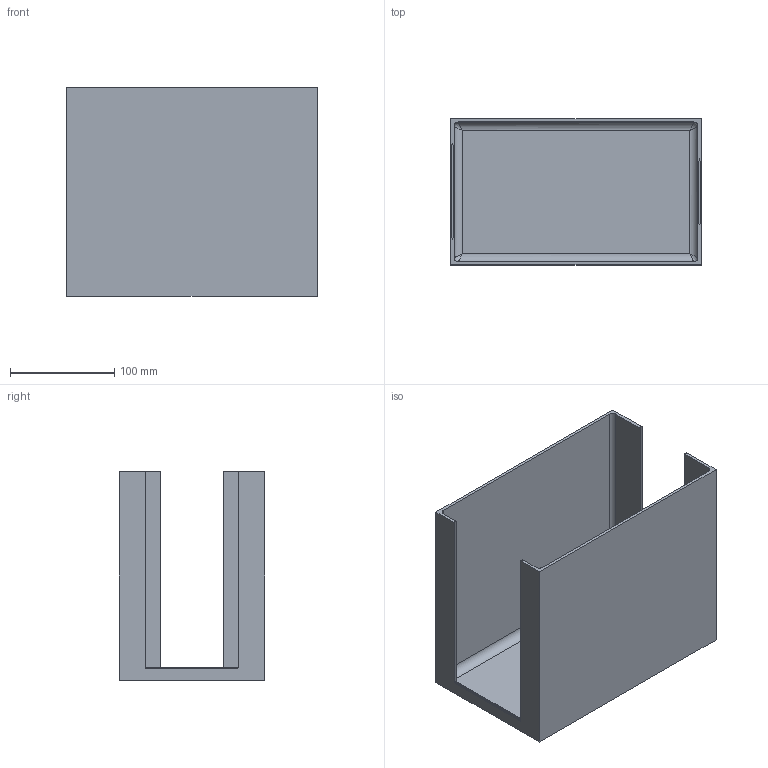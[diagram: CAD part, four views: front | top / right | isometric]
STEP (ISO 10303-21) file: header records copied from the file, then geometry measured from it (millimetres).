
FILE_DESCRIPTION(('HOOPS Exchange Step'),'2;1');
FILE_NAME('temp_export','2025-12-08T16:34:05-05:00',('haggertydl'),('Shapr3D Limited'),'HOOPS Exchange 2025.7','Shapr3D','Authorized');
FILE_SCHEMA( ('AP242_MANAGED_MODEL_BASED_3D_ENGINEERING_MIM_LF {1 0 10303 442 1 1 4}') );
Length unit declared in the file: millimetre
Products named in the file (2): Folder 06; root
Assembly tree (1 placements, depth 2):
  root
    Folder 06
Bounding box: 240 x 140 x 200 mm (x, y, z)
Volume: 437888.4 mm3; surface area: 308376.4 mm2
Topology: 1 solids, 1 shells, 48 faces, 124 edges, 76 vertices
Faces by surface type: plane 36, cylinder 8, bspline 4
Entity records: 2169 total; most frequent: CARTESIAN_POINT 964, ORIENTED_EDGE 240, DIRECTION 232, EDGE_CURVE 120, VECTOR 104, LINE 104, VERTEX_POINT 76, AXIS2_PLACEMENT_3D 64
